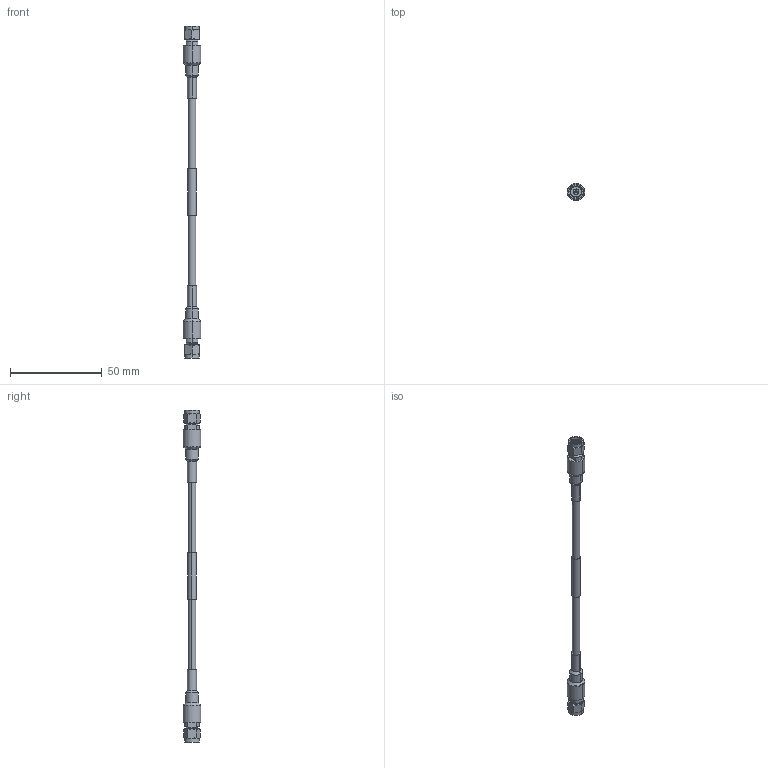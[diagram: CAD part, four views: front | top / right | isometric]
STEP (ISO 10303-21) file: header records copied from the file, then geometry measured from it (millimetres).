
FILE_DESCRIPTION (( 'STEP AP214' ), '1' );
FILE_NAME ('FMC4141914_3D.step', '2025-03-07T00:13:35', ( '' ), ( '' ), 'SwSTEP 2.0', 'SolidWorks 2022', '' );
FILE_SCHEMA (( 'AUTOMOTIVE_DESIGN' ));
Length unit declared in the file: inch
Products named in the file (4): FMC4141914_3D; Coax Cable_FM160FLEX_PE-P160; Heat Shrink_FM160FLEX; FNCN1424
Assembly tree (5 placements, depth 2):
  FMC4141914_3D
    Coax Cable_FM160FLEX_PE-P160
    Heat Shrink_FM160FLEX  x2
    FNCN1424  x2
Bounding box: 9.49 x 9.49 x 180.85 mm (x, y, z)
Volume: 5805.4 mm3; surface area: 5069.5 mm2
Topology: 5 solids, 5 shells, 226 faces, 470 edges, 268 vertices
Faces by surface type: cone 104, cylinder 64, plane 50, bspline 8
Entity records: 4218 total; most frequent: CARTESIAN_POINT 746, DIRECTION 575, ORIENTED_EDGE 484, EDGE_CURVE 242, AXIS2_PLACEMENT_3D 241, VERTEX_POINT 140, EDGE_LOOP 128, CIRCLE 119
